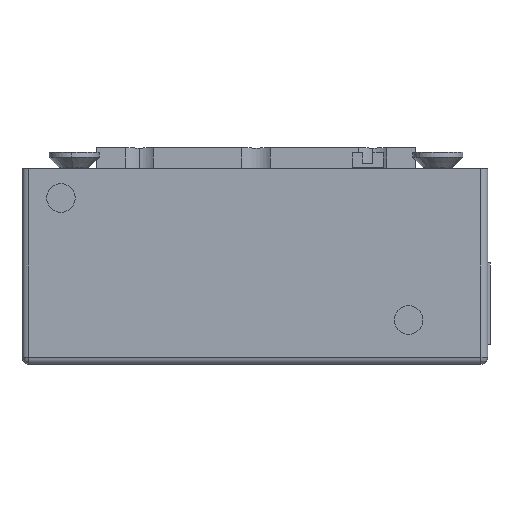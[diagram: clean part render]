
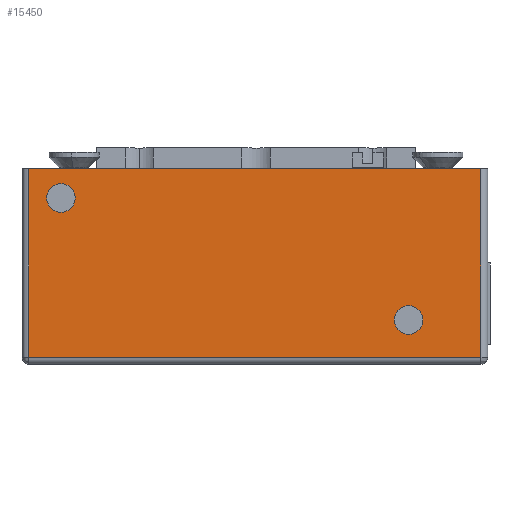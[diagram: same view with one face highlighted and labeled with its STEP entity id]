
A CAD part, left-side view. The second image highlights one B-rep face of the part: STEP entity #15450.
In plain terms, the highlighted face is planar.
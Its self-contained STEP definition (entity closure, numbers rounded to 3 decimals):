
#979 = ORIENTED_EDGE ( 'NONE', *, *, #6756, .F. ) ;
#1046 = CARTESIAN_POINT ( 'NONE',  ( 6.35, 0., 11.4 ) ) ;
#1220 = ORIENTED_EDGE ( 'NONE', *, *, #7008, .F. ) ;
#1475 = CARTESIAN_POINT ( 'NONE',  ( 23.9, 0., 61.4 ) ) ;
#2588 = DIRECTION ( 'NONE',  ( 0., -1., 0. ) ) ;
#2712 = CARTESIAN_POINT ( 'NONE',  ( 1., 0., 1. ) ) ;
#2999 = EDGE_LOOP ( 'NONE', ( #19373, #6080, #24538, #15354 ) ) ;
#3608 = EDGE_CURVE ( 'NONE', #11567, #22247, #8421, .T. ) ;
#3615 = EDGE_CURVE ( 'NONE', #22247, #20034, #17363, .T. ) ;
#3859 = AXIS2_PLACEMENT_3D ( 'NONE', #1046, #16474, #8961 ) ;
#4461 = CARTESIAN_POINT ( 'NONE',  ( 28.1, 0., 1. ) ) ;
#4646 = DIRECTION ( 'NONE',  ( 0., 0., 1. ) ) ;
#4899 = CARTESIAN_POINT ( 'NONE',  ( 23.9, 0., 63.45 ) ) ;
#4969 = ORIENTED_EDGE ( 'NONE', *, *, #14683, .F. ) ;
#6040 = CARTESIAN_POINT ( 'NONE',  ( 6.35, 0., 9.35 ) ) ;
#6080 = ORIENTED_EDGE ( 'NONE', *, *, #3615, .F. ) ;
#6633 = CARTESIAN_POINT ( 'NONE',  ( 1., 0., 67. ) ) ;
#6670 = VECTOR ( 'NONE', #9925, 1000. ) ;
#6756 = EDGE_CURVE ( 'NONE', #10969, #22820, #20515, .T. ) ;
#6832 = DIRECTION ( 'NONE',  ( 0., -1., 0. ) ) ;
#7008 = EDGE_CURVE ( 'NONE', #22820, #10969, #22608, .T. ) ;
#7743 = VERTEX_POINT ( 'NONE', #8000 ) ;
#7986 = EDGE_CURVE ( 'NONE', #20034, #8208, #20837, .T. ) ;
#8000 = CARTESIAN_POINT ( 'NONE',  ( 23.9, 0., 59.35 ) ) ;
#8208 = VERTEX_POINT ( 'NONE', #12432 ) ;
#8290 = CARTESIAN_POINT ( 'NONE',  ( 0., 0., 1. ) ) ;
#8421 = LINE ( 'NONE', #8290, #10246 ) ;
#8961 = DIRECTION ( 'NONE',  ( 0., 0., 1. ) ) ;
#9005 = CARTESIAN_POINT ( 'NONE',  ( 0., 0., 66. ) ) ;
#9662 = CARTESIAN_POINT ( 'NONE',  ( 28.1, 0., 67. ) ) ;
#9925 = DIRECTION ( 'NONE',  ( 0., 0., -1. ) ) ;
#9968 = AXIS2_PLACEMENT_3D ( 'NONE', #18398, #6832, #14594 ) ;
#10185 = EDGE_CURVE ( 'NONE', #8208, #11567, #21250, .T. ) ;
#10246 = VECTOR ( 'NONE', #22190, 1000. ) ;
#10942 = EDGE_CURVE ( 'NONE', #7743, #19861, #21628, .T. ) ;
#10969 = VERTEX_POINT ( 'NONE', #6040 ) ;
#11567 = VERTEX_POINT ( 'NONE', #4461 ) ;
#11934 = CARTESIAN_POINT ( 'NONE',  ( 6.35, 0., 13.45 ) ) ;
#12289 = EDGE_LOOP ( 'NONE', ( #4969, #13767 ) ) ;
#12432 = CARTESIAN_POINT ( 'NONE',  ( 28.1, 0., 66. ) ) ;
#12624 = FACE_BOUND ( 'NONE', #19296, .T. ) ;
#13767 = ORIENTED_EDGE ( 'NONE', *, *, #10942, .F. ) ;
#14166 = DIRECTION ( 'NONE',  ( 0., 1., 0. ) ) ;
#14414 = DIRECTION ( 'NONE',  ( 0., 0., 1. ) ) ;
#14594 = DIRECTION ( 'NONE',  ( 0., 0., 1. ) ) ;
#14683 = EDGE_CURVE ( 'NONE', #19861, #7743, #19955, .T. ) ;
#15354 = ORIENTED_EDGE ( 'NONE', *, *, #10185, .F. ) ;
#15450 = ADVANCED_FACE ( 'NONE', ( #12624, #23971, #16440 ), #22313, .F. ) ;
#16305 = AXIS2_PLACEMENT_3D ( 'NONE', #16678, #24598, #16931 ) ;
#16440 = FACE_OUTER_BOUND ( 'NONE', #2999, .T. ) ;
#16474 = DIRECTION ( 'NONE',  ( 0., -1., 0. ) ) ;
#16678 = CARTESIAN_POINT ( 'NONE',  ( 23.9, 0., 61.4 ) ) ;
#16931 = DIRECTION ( 'NONE',  ( 0., 0., 1. ) ) ;
#17363 = LINE ( 'NONE', #6633, #17921 ) ;
#17534 = AXIS2_PLACEMENT_3D ( 'NONE', #1475, #2588, #4646 ) ;
#17921 = VECTOR ( 'NONE', #14414, 1000. ) ;
#18398 = CARTESIAN_POINT ( 'NONE',  ( 6.35, 0., 11.4 ) ) ;
#18798 = DIRECTION ( 'NONE',  ( 1., 0., 0. ) ) ;
#19296 = EDGE_LOOP ( 'NONE', ( #1220, #979 ) ) ;
#19373 = ORIENTED_EDGE ( 'NONE', *, *, #7986, .F. ) ;
#19861 = VERTEX_POINT ( 'NONE', #4899 ) ;
#19955 = CIRCLE ( 'NONE', #16305, 2.05 ) ;
#20010 = DIRECTION ( 'NONE',  ( 0., 0., 1. ) ) ;
#20034 = VERTEX_POINT ( 'NONE', #24237 ) ;
#20501 = CARTESIAN_POINT ( 'NONE',  ( 0., 0., 67. ) ) ;
#20515 = CIRCLE ( 'NONE', #9968, 2.05 ) ;
#20837 = LINE ( 'NONE', #9005, #23530 ) ;
#21250 = LINE ( 'NONE', #9662, #6670 ) ;
#21628 = CIRCLE ( 'NONE', #17534, 2.05 ) ;
#22190 = DIRECTION ( 'NONE',  ( -1., 0., 0. ) ) ;
#22247 = VERTEX_POINT ( 'NONE', #2712 ) ;
#22313 = PLANE ( 'NONE',  #22798 ) ;
#22608 = CIRCLE ( 'NONE', #3859, 2.05 ) ;
#22798 = AXIS2_PLACEMENT_3D ( 'NONE', #20501, #14166, #20010 ) ;
#22820 = VERTEX_POINT ( 'NONE', #11934 ) ;
#23530 = VECTOR ( 'NONE', #18798, 1000. ) ;
#23971 = FACE_BOUND ( 'NONE', #12289, .T. ) ;
#24237 = CARTESIAN_POINT ( 'NONE',  ( 1., 0., 66. ) ) ;
#24538 = ORIENTED_EDGE ( 'NONE', *, *, #3608, .F. ) ;
#24598 = DIRECTION ( 'NONE',  ( 0., -1., 0. ) ) ;
